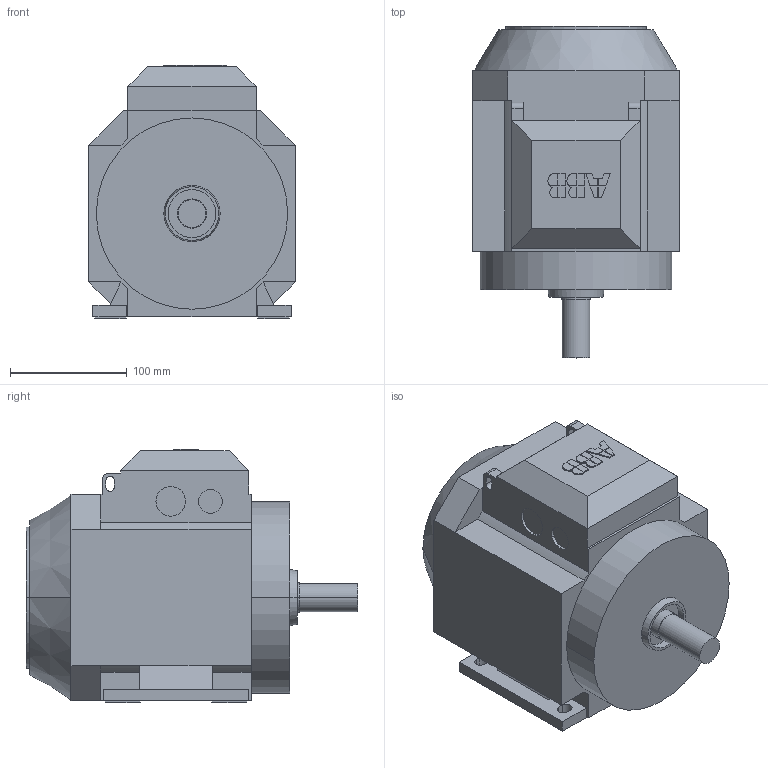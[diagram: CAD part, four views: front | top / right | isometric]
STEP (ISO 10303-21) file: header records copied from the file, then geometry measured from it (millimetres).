
FILE_DESCRIPTION(/* description */ (''),/* implementation_level */ '2;1');
FILE_NAME(/* name */ 'M3AA IE2 90S B3.stp',/* time_stamp */ '2015-06-29T11:28:24+02:00',/* author */ (''),/* organization */ (''),/* preprocessor_version */ 'ST-DEVELOPER v14',/* originating_system */ 'SIEMENS PLM Software NX 8.0',/* authorisation */ '');
FILE_SCHEMA (('AUTOMOTIVE_DESIGN { 1 0 10303 214 3 1 1 1 }'));
Length unit declared in the file: millimetre
Products named in the file (1): M3AA IE2 90S B3_igs
Bounding box: 177 x 284.5 x 217 mm (x, y, z)
Volume: 6174443.7 mm3; surface area: 235158.7 mm2
Topology: 1 solids, 1 shells, 214 faces, 536 edges, 352 vertices
Faces by surface type: plane 160, cylinder 40, bspline 10, cone 4
Entity records: 6418 total; most frequent: CARTESIAN_POINT 1223, ORIENTED_EDGE 1072, DIRECTION 1014, EDGE_CURVE 536, LINE 428, VECTOR 428, VERTEX_POINT 352, AXIS2_PLACEMENT_3D 293
